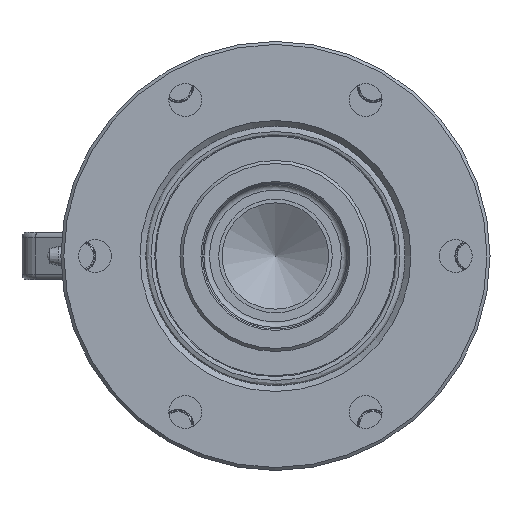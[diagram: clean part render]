
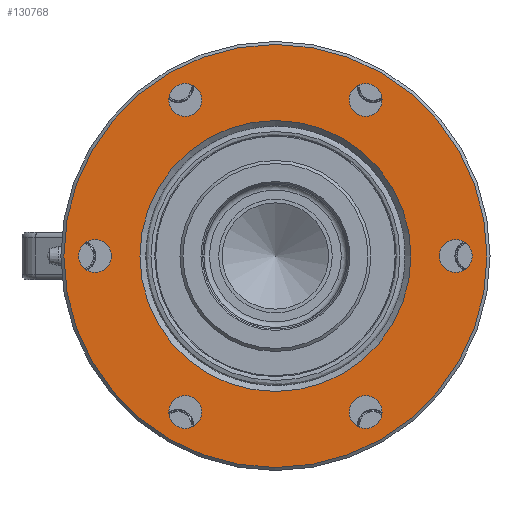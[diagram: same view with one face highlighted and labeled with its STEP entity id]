
A CAD part, left-side view. The second image highlights one B-rep face of the part: STEP entity #130768.
In plain terms, the highlighted planar face has unit normal (-1, 0, 0).
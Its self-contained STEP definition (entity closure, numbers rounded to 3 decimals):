
#2183=FACE_BOUND('',#48968,.T.);
#2184=FACE_BOUND('',#48969,.T.);
#2185=FACE_BOUND('',#48970,.T.);
#2186=FACE_BOUND('',#48971,.T.);
#2187=FACE_BOUND('',#48972,.T.);
#2188=FACE_BOUND('',#48973,.T.);
#2189=FACE_BOUND('',#48974,.T.);
#35030=PLANE('',#137458);
#41756=FACE_OUTER_BOUND('',#48967,.T.);
#48967=EDGE_LOOP('',(#108424));
#48968=EDGE_LOOP('',(#108425));
#48969=EDGE_LOOP('',(#108426));
#48970=EDGE_LOOP('',(#108427));
#48971=EDGE_LOOP('',(#108428));
#48972=EDGE_LOOP('',(#108429));
#48973=EDGE_LOOP('',(#108430));
#48974=EDGE_LOOP('',(#108431));
#51752=CIRCLE('',#137422,72.185);
#51756=CIRCLE('',#137429,8.75);
#51758=CIRCLE('',#137432,8.75);
#51760=CIRCLE('',#137435,8.75);
#51762=CIRCLE('',#137438,8.75);
#51764=CIRCLE('',#137441,8.75);
#51766=CIRCLE('',#137444,8.75);
#51775=CIRCLE('',#137459,112.7);
#61642=VERTEX_POINT('',#209839);
#61643=VERTEX_POINT('',#209848);
#61645=VERTEX_POINT('',#209854);
#61647=VERTEX_POINT('',#209860);
#61649=VERTEX_POINT('',#209866);
#61651=VERTEX_POINT('',#209872);
#61653=VERTEX_POINT('',#209878);
#61661=VERTEX_POINT('',#209905);
#77744=EDGE_CURVE('',#61642,#61642,#51752,.T.);
#77748=EDGE_CURVE('',#61643,#61643,#51756,.T.);
#77751=EDGE_CURVE('',#61645,#61645,#51758,.T.);
#77754=EDGE_CURVE('',#61647,#61647,#51760,.T.);
#77757=EDGE_CURVE('',#61649,#61649,#51762,.T.);
#77760=EDGE_CURVE('',#61651,#61651,#51764,.T.);
#77763=EDGE_CURVE('',#61653,#61653,#51766,.T.);
#77776=EDGE_CURVE('',#61661,#61661,#51775,.T.);
#108424=ORIENTED_EDGE('',*,*,#77776,.F.);
#108425=ORIENTED_EDGE('',*,*,#77744,.T.);
#108426=ORIENTED_EDGE('',*,*,#77748,.T.);
#108427=ORIENTED_EDGE('',*,*,#77751,.T.);
#108428=ORIENTED_EDGE('',*,*,#77754,.T.);
#108429=ORIENTED_EDGE('',*,*,#77757,.T.);
#108430=ORIENTED_EDGE('',*,*,#77760,.T.);
#108431=ORIENTED_EDGE('',*,*,#77763,.T.);
#130768=ADVANCED_FACE('',(#41756,#2183,#2184,#2185,#2186,#2187,#2188,#2189),
#35030,.T.);
#137422=AXIS2_PLACEMENT_3D('',#209841,#158248,#158249);
#137429=AXIS2_PLACEMENT_3D('',#209849,#158262,#158263);
#137432=AXIS2_PLACEMENT_3D('',#209855,#158269,#158270);
#137435=AXIS2_PLACEMENT_3D('',#209861,#158276,#158277);
#137438=AXIS2_PLACEMENT_3D('',#209867,#158283,#158284);
#137441=AXIS2_PLACEMENT_3D('',#209873,#158290,#158291);
#137444=AXIS2_PLACEMENT_3D('',#209879,#158297,#158298);
#137458=AXIS2_PLACEMENT_3D('',#209904,#158329,#158330);
#137459=AXIS2_PLACEMENT_3D('',#209906,#158331,#158332);
#158248=DIRECTION('center_axis',(1.,0.,0.));
#158249=DIRECTION('ref_axis',(0.,1.,0.));
#158262=DIRECTION('center_axis',(1.,0.,0.));
#158263=DIRECTION('ref_axis',(0.,0.,
1.));
#158269=DIRECTION('center_axis',(1.,0.,0.));
#158270=DIRECTION('ref_axis',(0.,-0.866,0.5));
#158276=DIRECTION('center_axis',(1.,0.,0.));
#158277=DIRECTION('ref_axis',(0.,-0.866,-0.5));
#158283=DIRECTION('center_axis',(1.,0.,0.));
#158284=DIRECTION('ref_axis',(0.,0.,
-1.));
#158290=DIRECTION('center_axis',(1.,0.,0.));
#158291=DIRECTION('ref_axis',(0.,0.866,-0.5));
#158297=DIRECTION('center_axis',(1.,0.,0.));
#158298=DIRECTION('ref_axis',(0.,0.866,0.5));
#158329=DIRECTION('center_axis',(-1.,0.,0.));
#158330=DIRECTION('ref_axis',(0.,0.,
1.));
#158331=DIRECTION('center_axis',(1.,0.,0.));
#158332=DIRECTION('ref_axis',(0.,-1.,0.));
#209839=CARTESIAN_POINT('',(-92.14,-72.185,0.));
#209841=CARTESIAN_POINT('Origin',(-92.14,0.,0.));
#209848=CARTESIAN_POINT('',(-92.14,96.05,-8.75));
#209849=CARTESIAN_POINT('Origin',(-92.14,96.05,0.));
#209854=CARTESIAN_POINT('',(-92.14,55.603,78.807));
#209855=CARTESIAN_POINT('Origin',(-92.14,48.025,83.182));
#209860=CARTESIAN_POINT('',(-92.14,-40.447,87.557));
#209861=CARTESIAN_POINT('Origin',(-92.14,-48.025,83.182));
#209866=CARTESIAN_POINT('',(-92.14,-96.05,8.75));
#209867=CARTESIAN_POINT('Origin',(-92.14,-96.05,0.));
#209872=CARTESIAN_POINT('',(-92.14,-55.603,-78.807));
#209873=CARTESIAN_POINT('Origin',(-92.14,-48.025,-83.182));
#209878=CARTESIAN_POINT('',(-92.14,40.447,-87.557));
#209879=CARTESIAN_POINT('Origin',(-92.14,48.025,-83.182));
#209904=CARTESIAN_POINT('Origin',(-92.14,114.3,0.));
#209905=CARTESIAN_POINT('',(-92.14,112.7,0.));
#209906=CARTESIAN_POINT('Origin',(-92.14,0.,0.));
